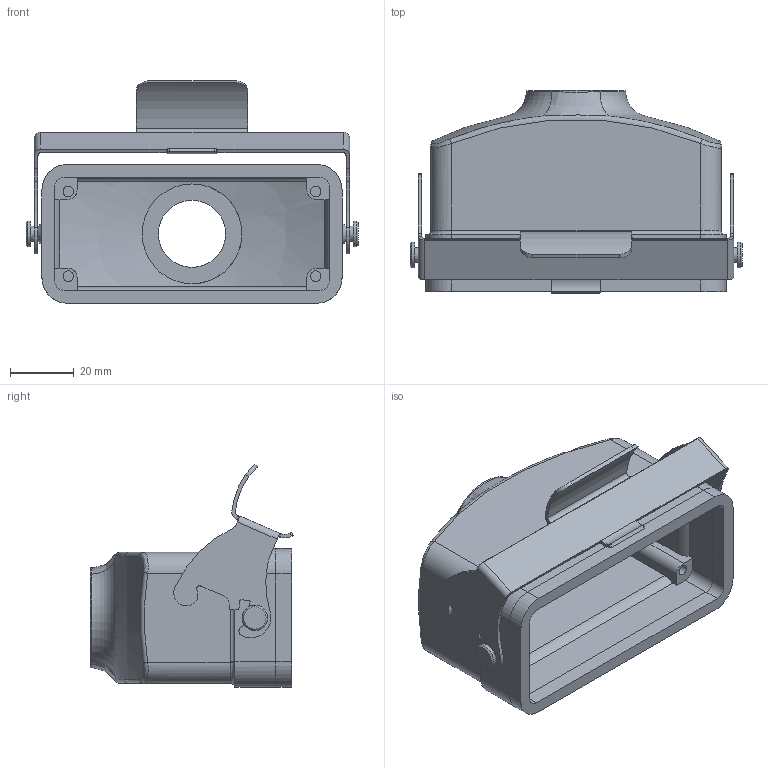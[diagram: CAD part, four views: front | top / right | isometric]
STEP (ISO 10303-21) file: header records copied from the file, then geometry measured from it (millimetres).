
FILE_DESCRIPTION (( 'STEP AP214' ), '1' );
FILE_NAME ('ZP-MC16B-2-SCP21M.STEP', '2011-11-21T14:05:55', ( '.adc' ), ( '' ), 'SwSTEP 2.0', 'SolidWorks 2011', '' );
FILE_SCHEMA (( 'AUTOMOTIVE_DESIGN' ));
Length unit declared in the file: millimetre
Products named in the file (1): ZP-MC16B-2-SCP21M
Bounding box: 104 x 63.61 x 69.71 mm (x, y, z)
Volume: 70293.8 mm3; surface area: 43080.6 mm2
Topology: 5 solids, 5 shells, 213 faces, 549 edges, 354 vertices
Faces by surface type: cylinder 104, plane 82, bspline 14, torus 6, cone 4, sphere 3
Full cylindrical faces by diameter (mm): 3.3 x4, 4.669 x2, 8 x2, 21 x1, 26 x1, 31.25 x2
Entity records: 8590 total; most frequent: CARTESIAN_POINT 2338, DIRECTION 1106, ORIENTED_EDGE 1058, EDGE_CURVE 529, AXIS2_PLACEMENT_3D 425, VERTEX_POINT 351, VECTOR 256, LINE 256
